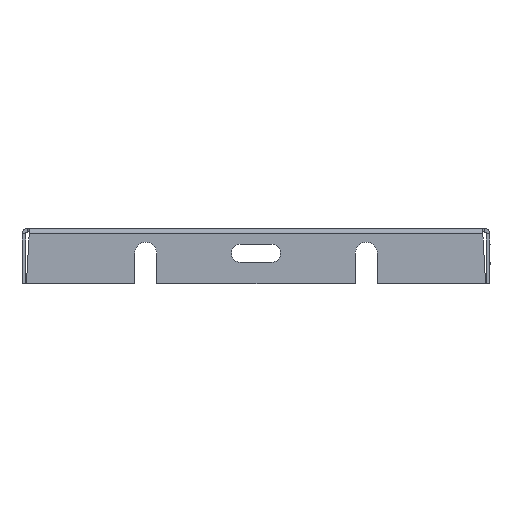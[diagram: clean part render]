
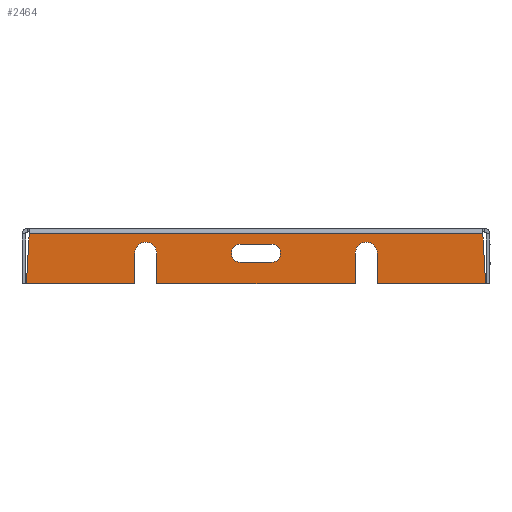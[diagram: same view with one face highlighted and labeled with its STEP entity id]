
A CAD part, front view. The second image highlights one B-rep face of the part: STEP entity #2464.
In plain terms, the highlighted planar face has unit normal (0, -1, 0).
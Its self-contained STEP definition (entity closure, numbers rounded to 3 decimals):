
#42=FACE_BOUND('',#426,.T.);
#151=PLANE('',#2680);
#272=FACE_OUTER_BOUND('',#425,.T.);
#425=EDGE_LOOP('',(#2073,#2074,#2075,#2076,#2077,#2078,#2079,#2080,#2081,
#2082,#2083,#2084));
#426=EDGE_LOOP('',(#2085,#2086,#2087,#2088));
#552=LINE('',#3612,#772);
#577=LINE('',#3830,#797);
#592=LINE('',#4001,#812);
#599=LINE('',#4024,#819);
#601=LINE('',#4027,#821);
#676=LINE('',#4327,#896);
#682=LINE('',#4339,#902);
#684=LINE('',#4348,#904);
#690=LINE('',#4360,#910);
#691=LINE('',#4370,#911);
#694=LINE('',#4374,#914);
#700=LINE('',#4383,#920);
#772=VECTOR('',#2774,1.803);
#797=VECTOR('',#2831,1.803);
#812=VECTOR('',#2868,16.439);
#819=VECTOR('',#2891,1.13);
#821=VECTOR('',#2895,1.13);
#896=VECTOR('',#3194,1.1);
#902=VECTOR('',#3202,1.1);
#904=VECTOR('',#3212,1.1);
#910=VECTOR('',#3220,1.1);
#911=VECTOR('',#3235,3.92);
#914=VECTOR('',#3240,7.2);
#920=VECTOR('',#3252,3.92);
#977=CIRCLE('',#2537,0.325);
#979=CIRCLE('',#2540,0.325);
#1043=CIRCLE('',#2658,0.4);
#1045=CIRCLE('',#2663,0.4);
#1085=VERTEX_POINT('',#3609);
#1086=VERTEX_POINT('',#3611);
#1111=VERTEX_POINT('',#3826);
#1113=VERTEX_POINT('',#3829);
#1125=VERTEX_POINT('',#4006);
#1127=VERTEX_POINT('',#4009);
#1129=VERTEX_POINT('',#4015);
#1131=VERTEX_POINT('',#4018);
#1243=VERTEX_POINT('',#4323);
#1245=VERTEX_POINT('',#4326);
#1248=VERTEX_POINT('',#4333);
#1250=VERTEX_POINT('',#4337);
#1251=VERTEX_POINT('',#4344);
#1253=VERTEX_POINT('',#4347);
#1256=VERTEX_POINT('',#4354);
#1258=VERTEX_POINT('',#4358);
#1327=EDGE_CURVE('',#1086,#1085,#552,.T.);
#1364=EDGE_CURVE('',#1113,#1111,#577,.T.);
#1388=EDGE_CURVE('',#1113,#1085,#592,.T.);
#1392=EDGE_CURVE('',#1127,#1125,#977,.T.);
#1396=EDGE_CURVE('',#1131,#1129,#979,.T.);
#1399=EDGE_CURVE('',#1129,#1127,#599,.T.);
#1401=EDGE_CURVE('',#1125,#1131,#601,.T.);
#1538=EDGE_CURVE('',#1245,#1243,#676,.T.);
#1544=EDGE_CURVE('',#1248,#1250,#682,.T.);
#1545=EDGE_CURVE('',#1250,#1245,#1043,.T.);
#1548=EDGE_CURVE('',#1253,#1251,#684,.T.);
#1554=EDGE_CURVE('',#1256,#1258,#690,.T.);
#1555=EDGE_CURVE('',#1258,#1253,#1045,.T.);
#1559=EDGE_CURVE('',#1086,#1251,#691,.T.);
#1562=EDGE_CURVE('',#1256,#1243,#694,.T.);
#1568=EDGE_CURVE('',#1248,#1111,#700,.T.);
#2073=ORIENTED_EDGE('',*,*,#1388,.F.);
#2074=ORIENTED_EDGE('',*,*,#1364,.T.);
#2075=ORIENTED_EDGE('',*,*,#1568,.F.);
#2076=ORIENTED_EDGE('',*,*,#1544,.T.);
#2077=ORIENTED_EDGE('',*,*,#1545,.T.);
#2078=ORIENTED_EDGE('',*,*,#1538,.T.);
#2079=ORIENTED_EDGE('',*,*,#1562,.F.);
#2080=ORIENTED_EDGE('',*,*,#1554,.T.);
#2081=ORIENTED_EDGE('',*,*,#1555,.T.);
#2082=ORIENTED_EDGE('',*,*,#1548,.T.);
#2083=ORIENTED_EDGE('',*,*,#1559,.F.);
#2084=ORIENTED_EDGE('',*,*,#1327,.T.);
#2085=ORIENTED_EDGE('',*,*,#1396,.T.);
#2086=ORIENTED_EDGE('',*,*,#1399,.T.);
#2087=ORIENTED_EDGE('',*,*,#1392,.T.);
#2088=ORIENTED_EDGE('',*,*,#1401,.T.);
#2464=ADVANCED_FACE('',(#272,#42),#151,.T.);
#2537=AXIS2_PLACEMENT_3D('',#4010,#2876,#2877);
#2540=AXIS2_PLACEMENT_3D('',#4019,#2884,#2885);
#2658=AXIS2_PLACEMENT_3D('',#4341,#3205,#3206);
#2663=AXIS2_PLACEMENT_3D('',#4362,#3223,#3224);
#2680=AXIS2_PLACEMENT_3D('',#4403,#3279,#3280);
#2774=DIRECTION('',(-0.056,0.,0.998));
#2831=DIRECTION('',(-0.056,0.,-0.998));
#2868=DIRECTION('',(1.,0.,0.));
#2876=DIRECTION('center_axis',(0.,1.,0.));
#2877=DIRECTION('ref_axis',(0.,0.,-1.));
#2884=DIRECTION('center_axis',(0.,1.,0.));
#2885=DIRECTION('ref_axis',(0.,0.,-1.));
#2891=DIRECTION('',(1.,0.,0.));
#2895=DIRECTION('',(-1.,0.,0.));
#3194=DIRECTION('',(0.,0.,-1.));
#3202=DIRECTION('',(0.,0.,1.));
#3205=DIRECTION('center_axis',(0.,1.,0.));
#3206=DIRECTION('ref_axis',(0.,0.,-1.));
#3212=DIRECTION('',(0.,0.,-1.));
#3220=DIRECTION('',(0.,0.,1.));
#3223=DIRECTION('center_axis',(0.,1.,0.));
#3224=DIRECTION('ref_axis',(0.,0.,-1.));
#3235=DIRECTION('',(-1.,0.,0.));
#3240=DIRECTION('',(-1.,0.,0.));
#3252=DIRECTION('',(-1.,0.,0.));
#3279=DIRECTION('center_axis',(0.,-1.,0.));
#3280=DIRECTION('ref_axis',(1.,0.,0.));
#3609=CARTESIAN_POINT('',(8.22,-8.48,3.53));
#3611=CARTESIAN_POINT('',(8.32,-8.48,1.73));
#3612=CARTESIAN_POINT('',(8.267,-8.48,2.689));
#3826=CARTESIAN_POINT('',(-8.32,-8.48,1.73));
#3829=CARTESIAN_POINT('',(-8.22,-8.48,3.53));
#3830=CARTESIAN_POINT('',(-8.266,-8.48,2.692));
#4001=CARTESIAN_POINT('',(-5.34,-8.48,3.53));
#4006=CARTESIAN_POINT('',(0.565,-8.48,2.505));
#4009=CARTESIAN_POINT('',(0.565,-8.48,3.155));
#4010=CARTESIAN_POINT('Origin',(0.565,-8.48,2.83));
#4015=CARTESIAN_POINT('',(-0.565,-8.48,3.155));
#4018=CARTESIAN_POINT('',(-0.565,-8.48,2.505));
#4019=CARTESIAN_POINT('Origin',(-0.565,-8.48,2.83));
#4024=CARTESIAN_POINT('',(-4.24,-8.48,3.155));
#4027=CARTESIAN_POINT('',(-4.24,-8.48,2.505));
#4323=CARTESIAN_POINT('',(-3.6,-8.48,1.73));
#4326=CARTESIAN_POINT('',(-3.6,-8.48,2.83));
#4327=CARTESIAN_POINT('',(-3.6,-8.48,1.73));
#4333=CARTESIAN_POINT('',(-4.4,-8.48,1.73));
#4337=CARTESIAN_POINT('',(-4.4,-8.48,2.83));
#4339=CARTESIAN_POINT('',(-4.4,-8.48,1.73));
#4341=CARTESIAN_POINT('Origin',(-4.,-8.48,2.83));
#4344=CARTESIAN_POINT('',(4.4,-8.48,1.73));
#4347=CARTESIAN_POINT('',(4.4,-8.48,2.83));
#4348=CARTESIAN_POINT('',(4.4,-8.48,1.73));
#4354=CARTESIAN_POINT('',(3.6,-8.48,1.73));
#4358=CARTESIAN_POINT('',(3.6,-8.48,2.83));
#4360=CARTESIAN_POINT('',(3.6,-8.48,1.73));
#4362=CARTESIAN_POINT('Origin',(4.,-8.48,2.83));
#4370=CARTESIAN_POINT('',(8.48,-8.48,1.73));
#4374=CARTESIAN_POINT('',(8.48,-8.48,1.73));
#4383=CARTESIAN_POINT('',(8.48,-8.48,1.73));
#4403=CARTESIAN_POINT('Origin',(-8.48,-8.48,1.73));
